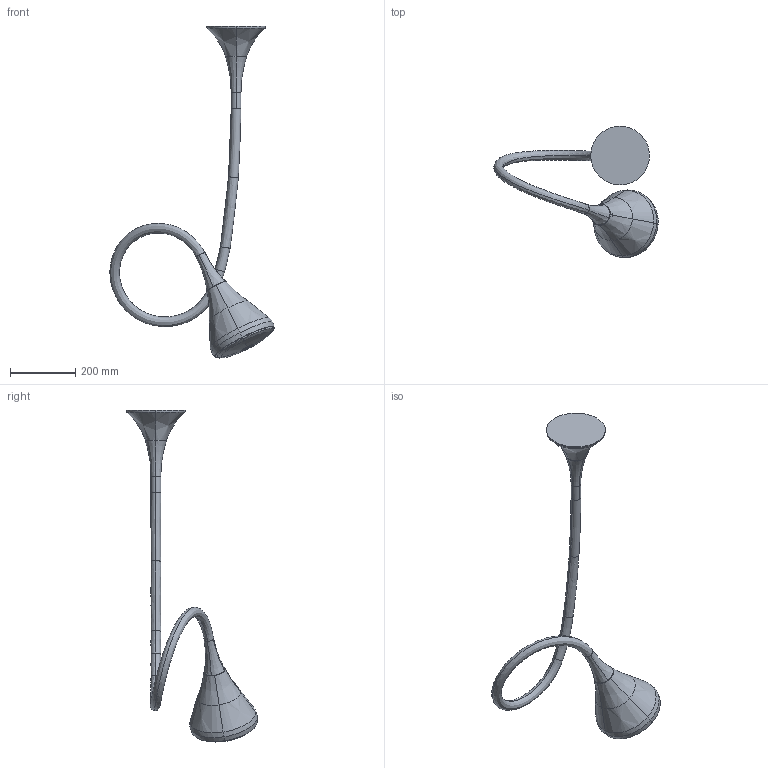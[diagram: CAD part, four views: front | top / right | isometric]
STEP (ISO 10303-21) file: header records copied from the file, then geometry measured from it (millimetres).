
FILE_DESCRIPTION(/* description */ (''),/* implementation_level */ '2;1');
FILE_NAME(/* name */ 'Pipe_soffitto-parete_3D OK',/* time_stamp */ '2012-01-12T15:03:45+01:00',/* author */ (''),/* organization */ (''),/* preprocessor_version */ 'ST-DEVELOPER v10',/* originating_system */ '',/* authorisation */ '');
FILE_SCHEMA (('CONFIG_CONTROL_DESIGN'));
Length unit declared in the file: millimetre
Products named in the file (1): 1
Bounding box: 503.68 x 401.37 x 1017.73 mm (x, y, z)
Volume: 2565139.3 mm3; surface area: 395033.8 mm2
Topology: 3 solids, 6 shells, 99 faces, 218 edges, 132 vertices
Faces by surface type: bspline 86, plane 13
Entity records: 5381 total; most frequent: CARTESIAN_POINT 4113, ORIENTED_EDGE 420, EDGE_CURVE 218, VERTEX_POINT 132, EDGE_LOOP 104, ADVANCED_FACE 99, FACE_OUTER_BOUND 99, B_SPLINE_CURVE_WITH_KNOTS 45
